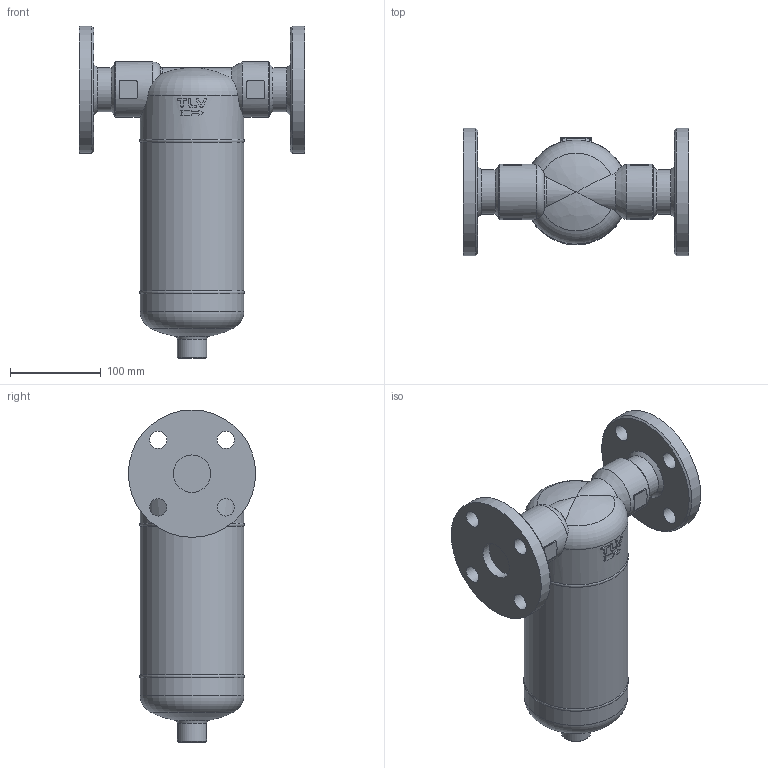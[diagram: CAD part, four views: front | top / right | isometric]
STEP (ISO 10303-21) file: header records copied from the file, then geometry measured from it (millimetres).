
FILE_DESCRIPTION((''),'2;1');
FILE_NAME('dc700-040-jis10-00.stp','2010-10-21T14:12:28',('nakaot'),(''),'Autodesk Inventor 2008','Autodesk Inventor 2008','');
FILE_SCHEMA(('AUTOMOTIVE_DESIGN { 1 0 10303 214 1 1 1 1 }'));
Length unit declared in the file: millimetre
Products named in the file (1): dc700-040-jis10-00
Bounding box: 248 x 140 x 365 mm (x, y, z)
Volume: 3593543.8 mm3; surface area: 212200.6 mm2
Topology: 1 solids, 1 shells, 224 faces, 553 edges, 330 vertices
Faces by surface type: cylinder 80, bspline 59, plane 52, torus 24, cone 8, sphere 1
Full cylindrical faces by diameter (mm): 19 x4, 32 x1, 41.2 x1, 48.6 x1, 61 x2, 114 x2, 114.3 x1, 140 x1
Entity records: 9202 total; most frequent: CARTESIAN_POINT 4348, DIRECTION 980, ORIENTED_EDGE 974, EDGE_CURVE 487, AXIS2_PLACEMENT_3D 411, VERTEX_POINT 316, EDGE_LOOP 291, CIRCLE 225
